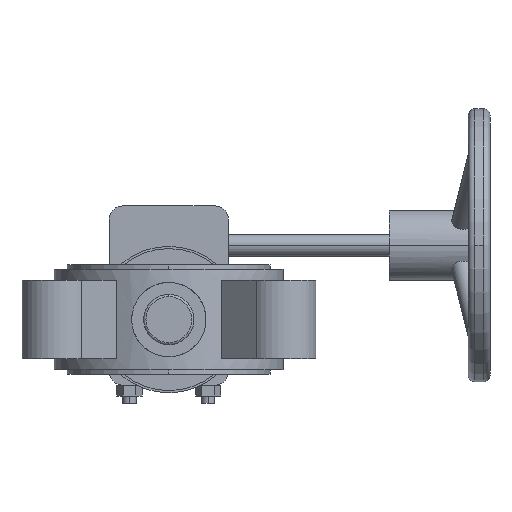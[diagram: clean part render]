
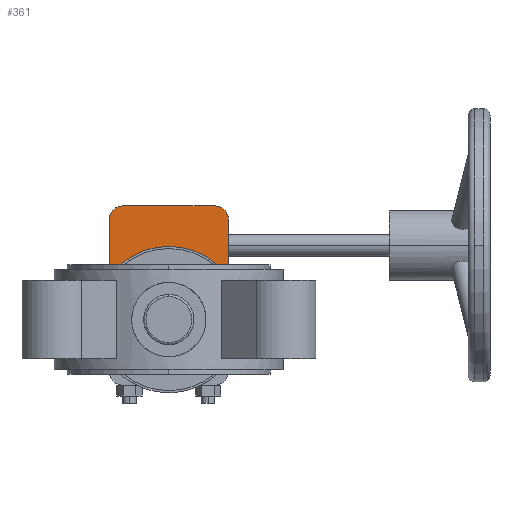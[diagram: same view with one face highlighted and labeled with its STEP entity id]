
A CAD part, front view. The second image highlights one B-rep face of the part: STEP entity #361.
In plain terms, the highlighted planar face has unit normal (0, -1, 0).
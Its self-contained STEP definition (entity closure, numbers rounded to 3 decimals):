
#361 = ADVANCED_FACE( '', ( #895 ), #896, .F. );
#895 = FACE_OUTER_BOUND( '', #1451, .T. );
#896 = PLANE( '', #1452 );
#1451 = EDGE_LOOP( '', ( #3443, #3444, #3445, #3446, #3447, #3448, #3449, #3450, #3451, #3452, #3453, #3454, #3455, #3456, #3457, #3458, #3459, #3460, #3461, #3462 ) );
#1452 = AXIS2_PLACEMENT_3D( '', #3463, #3464, #3465 );
#3443 = ORIENTED_EDGE( '', *, *, #4267, .T. );
#3444 = ORIENTED_EDGE( '', *, *, #4263, .T. );
#3445 = ORIENTED_EDGE( '', *, *, #4310, .T. );
#3446 = ORIENTED_EDGE( '', *, *, #4307, .T. );
#3447 = ORIENTED_EDGE( '', *, *, #4303, .T. );
#3448 = ORIENTED_EDGE( '', *, *, #4319, .F. );
#3449 = ORIENTED_EDGE( '', *, *, #4278, .T. );
#3450 = ORIENTED_EDGE( '', *, *, #4269, .T. );
#3451 = ORIENTED_EDGE( '', *, *, #4301, .T. );
#3452 = ORIENTED_EDGE( '', *, *, #4298, .T. );
#3453 = ORIENTED_EDGE( '', *, *, #4295, .T. );
#3454 = ORIENTED_EDGE( '', *, *, #4024, .F. );
#3455 = ORIENTED_EDGE( '', *, *, #4320, .F. );
#3456 = ORIENTED_EDGE( '', *, *, #4321, .F. );
#3457 = ORIENTED_EDGE( '', *, *, #4322, .F. );
#3458 = ORIENTED_EDGE( '', *, *, #4323, .F. );
#3459 = ORIENTED_EDGE( '', *, *, #4324, .F. );
#3460 = ORIENTED_EDGE( '', *, *, #4325, .F. );
#3461 = ORIENTED_EDGE( '', *, *, #4326, .F. );
#3462 = ORIENTED_EDGE( '', *, *, #4018, .F. );
#3463 = CARTESIAN_POINT( '', ( 0., 153., -25. ) );
#3464 = DIRECTION( '', ( 0., 1., 0. ) );
#3465 = DIRECTION( '', ( 0., 0., -1. ) );
#4018 = EDGE_CURVE( '', #4954, #4950, #4956, .T. );
#4024 = EDGE_CURVE( '', #4963, #4966, #4967, .T. );
#4263 = EDGE_CURVE( '', #5368, #5369, #5370, .T. );
#4267 = EDGE_CURVE( '', #4954, #5368, #5376, .T. );
#4269 = EDGE_CURVE( '', #5378, #5379, #5380, .T. );
#4278 = EDGE_CURVE( '', #5395, #5378, #5396, .T. );
#4295 = EDGE_CURVE( '', #5423, #4966, #5424, .T. );
#4298 = EDGE_CURVE( '', #5428, #5423, #5429, .T. );
#4301 = EDGE_CURVE( '', #5379, #5428, #5433, .T. );
#4303 = EDGE_CURVE( '', #5435, #5436, #5437, .T. );
#4307 = EDGE_CURVE( '', #5443, #5435, #5444, .T. );
#4310 = EDGE_CURVE( '', #5369, #5443, #5448, .T. );
#4319 = EDGE_CURVE( '', #5395, #5436, #5460, .T. );
#4320 = EDGE_CURVE( '', #5461, #4963, #5462, .T. );
#4321 = EDGE_CURVE( '', #5463, #5461, #5464, .T. );
#4322 = EDGE_CURVE( '', #5465, #5463, #5466, .T. );
#4323 = EDGE_CURVE( '', #5467, #5465, #5468, .T. );
#4324 = EDGE_CURVE( '', #5469, #5467, #5470, .T. );
#4325 = EDGE_CURVE( '', #5471, #5469, #5472, .T. );
#4326 = EDGE_CURVE( '', #4950, #5471, #5473, .T. );
#4950 = VERTEX_POINT( '', #6923 );
#4954 = VERTEX_POINT( '', #6928 );
#4956 = CIRCLE( '', #6939, 25.029 );
#4963 = VERTEX_POINT( '', #6966 );
#4966 = VERTEX_POINT( '', #6970 );
#4967 = CIRCLE( '', #6971, 25.029 );
#5368 = VERTEX_POINT( '', #8403 );
#5369 = VERTEX_POINT( '', #8404 );
#5370 = CIRCLE( '', #8405, 9. );
#5376 = LINE( '', #8413, #8414 );
#5378 = VERTEX_POINT( '', #8417 );
#5379 = VERTEX_POINT( '', #8418 );
#5380 = CIRCLE( '', #8419, 9. );
#5395 = VERTEX_POINT( '', #8441 );
#5396 = LINE( '', #8442, #8443 );
#5423 = VERTEX_POINT( '', #8500 );
#5424 = LINE( '', #8501, #8502 );
#5428 = VERTEX_POINT( '', #8508 );
#5429 = CIRCLE( '', #8509, 9. );
#5433 = CIRCLE( '', #8514, 2. );
#5435 = VERTEX_POINT( '', #8516 );
#5436 = VERTEX_POINT( '', #8517 );
#5437 = LINE( '', #8518, #8519 );
#5443 = VERTEX_POINT( '', #8536 );
#5444 = CIRCLE( '', #8537, 9. );
#5448 = CIRCLE( '', #8542, 2. );
#5460 = CIRCLE( '', #8595, 25.029 );
#5461 = VERTEX_POINT( '', #8596 );
#5462 = LINE( '', #8597, #8598 );
#5463 = VERTEX_POINT( '', #8599 );
#5464 = LINE( '', #8600, #8601 );
#5465 = VERTEX_POINT( '', #8602 );
#5466 = CIRCLE( '', #8603, 6. );
#5467 = VERTEX_POINT( '', #8604 );
#5468 = LINE( '', #8605, #8606 );
#5469 = VERTEX_POINT( '', #8607 );
#5470 = CIRCLE( '', #8608, 6. );
#5471 = VERTEX_POINT( '', #8609 );
#5472 = LINE( '', #8610, #8611 );
#5473 = LINE( '', #8612, #8613 );
#6923 = CARTESIAN_POINT( '', ( -25.029, 153., -25. ) );
#6928 = CARTESIAN_POINT( '', ( -21.588, 153., -12.334 ) );
#6939 = AXIS2_PLACEMENT_3D( '', #9320, #9321, #9322 );
#6966 = CARTESIAN_POINT( '', ( 25.029, 153., -25. ) );
#6970 = CARTESIAN_POINT( '', ( 21.588, 153., -12.334 ) );
#6971 = AXIS2_PLACEMENT_3D( '', #9326, #9327, #9328 );
#8403 = CARTESIAN_POINT( '', ( -22.37, 153., -11.217 ) );
#8404 = CARTESIAN_POINT( '', ( -23.371, 153., -2.756 ) );
#8405 = AXIS2_PLACEMENT_3D( '', #9741, #9742, #9743 );
#8413 = CARTESIAN_POINT( '', ( -15.452, 153., -21.097 ) );
#8414 = VECTOR( '', #9749, 1. );
#8417 = CARTESIAN_POINT( '', ( 13.783, 153., -2.63 ) );
#8418 = CARTESIAN_POINT( '', ( 22.244, 153., -1.629 ) );
#8419 = AXIS2_PLACEMENT_3D( '', #9751, #9752, #9753 );
#8441 = CARTESIAN_POINT( '', ( 12.666, 153., -3.412 ) );
#8442 = CARTESIAN_POINT( '', ( 3.903, 153., -9.548 ) );
#8443 = VECTOR( '', #9767, 1. );
#8500 = CARTESIAN_POINT( '', ( 22.37, 153., -11.217 ) );
#8501 = CARTESIAN_POINT( '', ( 14.286, 153., -22.762 ) );
#8502 = VECTOR( '', #9789, 1. );
#8508 = CARTESIAN_POINT( '', ( 23.371, 153., -2.756 ) );
#8509 = AXIS2_PLACEMENT_3D( '', #9792, #9793, #9794 );
#8514 = AXIS2_PLACEMENT_3D( '', #9799, #9800, #9801 );
#8516 = CARTESIAN_POINT( '', ( -13.783, 153., -2.63 ) );
#8517 = CARTESIAN_POINT( '', ( -12.666, 153., -3.412 ) );
#8518 = CARTESIAN_POINT( '', ( -2.238, 153., -10.714 ) );
#8519 = VECTOR( '', #9805, 1. );
#8536 = CARTESIAN_POINT( '', ( -22.244, 153., -1.629 ) );
#8537 = AXIS2_PLACEMENT_3D( '', #9808, #9809, #9810 );
#8542 = AXIS2_PLACEMENT_3D( '', #9815, #9816, #9817 );
#8595 = AXIS2_PLACEMENT_3D( '', #9829, #9830, #9831 );
#8596 = CARTESIAN_POINT( '', ( 27.2, 153., -25. ) );
#8597 = CARTESIAN_POINT( '', ( 27.2, 153., -25. ) );
#8598 = VECTOR( '', #9832, 1. );
#8599 = CARTESIAN_POINT( '', ( 27.2, 153., 21. ) );
#8600 = CARTESIAN_POINT( '', ( 27.2, 153., 21. ) );
#8601 = VECTOR( '', #9833, 1. );
#8602 = CARTESIAN_POINT( '', ( 21.2, 153., 27. ) );
#8603 = AXIS2_PLACEMENT_3D( '', #9834, #9835, #9836 );
#8604 = CARTESIAN_POINT( '', ( -21.2, 153., 27. ) );
#8605 = CARTESIAN_POINT( '', ( -21.2, 153., 27. ) );
#8606 = VECTOR( '', #9837, 1. );
#8607 = CARTESIAN_POINT( '', ( -27.2, 153., 21. ) );
#8608 = AXIS2_PLACEMENT_3D( '', #9838, #9839, #9840 );
#8609 = CARTESIAN_POINT( '', ( -27.2, 153., -25. ) );
#8610 = CARTESIAN_POINT( '', ( -27.2, 153., -25. ) );
#8611 = VECTOR( '', #9841, 1. );
#8612 = CARTESIAN_POINT( '', ( 27.2, 153., -25. ) );
#8613 = VECTOR( '', #9842, 1. );
#9320 = CARTESIAN_POINT( '', ( 0., 153., -25. ) );
#9321 = DIRECTION( '', ( 0., -1., 0. ) );
#9322 = DIRECTION( '', ( -1., 0., 0. ) );
#9326 = CARTESIAN_POINT( '', ( 0., 153., -25. ) );
#9327 = DIRECTION( '', ( 0., -1., 0. ) );
#9328 = DIRECTION( '', ( -1., 0., 0. ) );
#9741 = CARTESIAN_POINT( '', ( -14.998, 153., -6.055 ) );
#9742 = DIRECTION( '', ( 0., 1., 0. ) );
#9743 = DIRECTION( '', ( -0.819, 0., -0.574 ) );
#9749 = DIRECTION( '', ( -0.574, 0., 0.819 ) );
#9751 = CARTESIAN_POINT( '', ( 18.945, 153., -10.002 ) );
#9752 = DIRECTION( '', ( 0., 1., 0. ) );
#9753 = DIRECTION( '', ( -0.574, 0., 0.819 ) );
#9767 = DIRECTION( '', ( 0.819, 0., 0.574 ) );
#9789 = DIRECTION( '', ( -0.574, 0., -0.819 ) );
#9792 = CARTESIAN_POINT( '', ( 14.998, 153., -6.055 ) );
#9793 = DIRECTION( '', ( 0., 1., 0. ) );
#9794 = DIRECTION( '', ( 0.93, 0., 0.367 ) );
#9799 = CARTESIAN_POINT( '', ( 21.511, 153., -3.489 ) );
#9800 = DIRECTION( '', ( 0., 1., 0. ) );
#9801 = DIRECTION( '', ( 0.367, 0., 0.93 ) );
#9805 = DIRECTION( '', ( 0.819, 0., -0.574 ) );
#9808 = CARTESIAN_POINT( '', ( -18.945, 153., -10.002 ) );
#9809 = DIRECTION( '', ( 0., 1., 0. ) );
#9810 = DIRECTION( '', ( -0.367, 0., 0.93 ) );
#9815 = CARTESIAN_POINT( '', ( -21.511, 153., -3.489 ) );
#9816 = DIRECTION( '', ( 0., 1., 0. ) );
#9817 = DIRECTION( '', ( -0.93, 0., 0.367 ) );
#9829 = CARTESIAN_POINT( '', ( 0., 153., -25. ) );
#9830 = DIRECTION( '', ( 0., -1., 0. ) );
#9831 = DIRECTION( '', ( -1., 0., 0. ) );
#9832 = DIRECTION( '', ( -1., 0., 0. ) );
#9833 = DIRECTION( '', ( 0., 0., -1. ) );
#9834 = CARTESIAN_POINT( '', ( 21.2, 153., 21. ) );
#9835 = DIRECTION( '', ( 0., 1., 0. ) );
#9836 = DIRECTION( '', ( 0., 0., 1. ) );
#9837 = DIRECTION( '', ( 1., 0., 0. ) );
#9838 = CARTESIAN_POINT( '', ( -21.2, 153., 21. ) );
#9839 = DIRECTION( '', ( 0., 1., 0. ) );
#9840 = DIRECTION( '', ( -1., 0., 0. ) );
#9841 = DIRECTION( '', ( 0., 0., 1. ) );
#9842 = DIRECTION( '', ( -1., 0., 0. ) );
